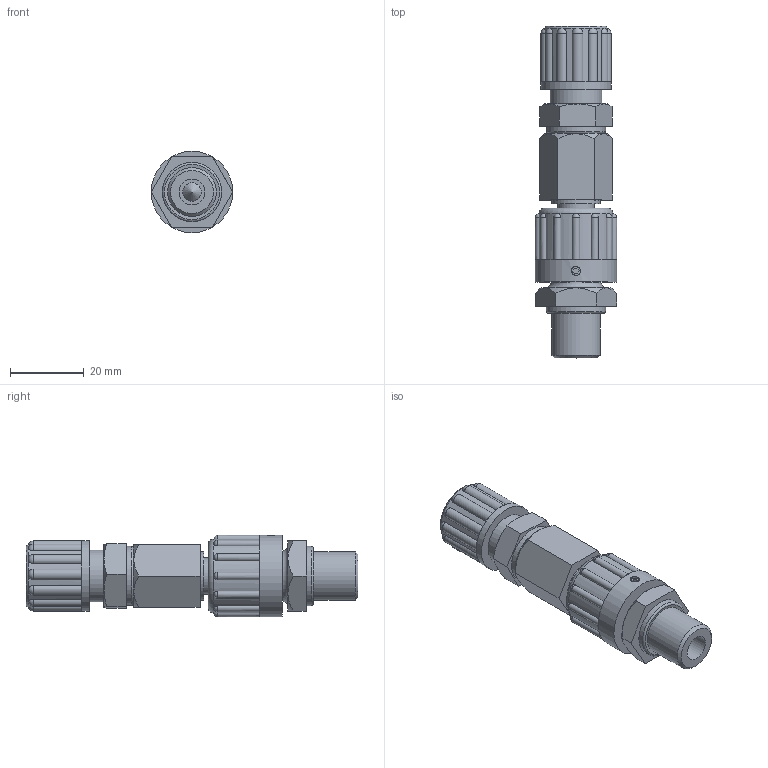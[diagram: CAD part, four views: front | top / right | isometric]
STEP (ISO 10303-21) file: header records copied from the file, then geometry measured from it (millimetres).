
FILE_DESCRIPTION((''),'2;1');
FILE_NAME('1A150MG4314xxxx.stp','2017-01-26T15:41:10',('somue'),(''),'Autodesk Inventor 2013','Autodesk Inventor 2013','');
FILE_SCHEMA(('AUTOMOTIVE_DESIGN { 1 0 10303 214 1 1 1 1 }'));
Length unit declared in the file: millimetre
Products named in the file (12): 1A150MG4314xxxx; a04078; a01560; t06295.012(7x2); t04075.001; a04077; 1A100MG4314xx; t21050.006; 1A DN 6_8; t05459.002; t05518.002; t01216.001_M3x4mm
Assembly tree (11 placements, depth 4):
  1A150MG4314xxxx
    a04078
    a01560
    t06295.012(7x2)
    t04075.001
    a04077
    1A100MG4314xx
      t21050.006
      1A DN 6_8
        t05459.002
        t05518.002
    t01216.001_M3x4mm
Bounding box: 22 x 89.85 x 22 mm (x, y, z)
Volume: 19858.3 mm3; surface area: 15525 mm2
Topology: 9 solids, 9 shells, 359 faces, 867 edges, 541 vertices
Faces by surface type: plane 179, cylinder 87, bspline 35, cone 27, sphere 24, torus 7
Full cylindrical faces by diameter (mm): 2 x1, 2.46 x1, 2.5 x2, 3 x1, 4 x1, 5 x2, 6.4 x1, 7 x2, 7.5 x1, 8 x1, 8.3 x1, 8.5 x1, 8.6 x1, 10 x4, 10.2 x1, 10.5 x1, 11.445 x1, 12 x1, 12.376 x1, 12.5 x1, 13 x1, 13.15 x1, 13.157 x1, 13.5 x1, 14 x1, 14.376 x1, 16 x3, 19 x1, 22 x1
Entity records: 11130 total; most frequent: CARTESIAN_POINT 2982, DIRECTION 1571, ORIENTED_EDGE 1564, EDGE_CURVE 782, AXIS2_PLACEMENT_3D 590, VERTEX_POINT 532, EDGE_LOOP 468, VECTOR 391
